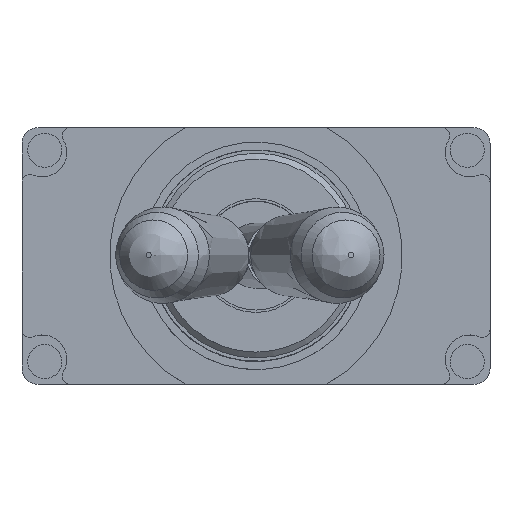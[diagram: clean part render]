
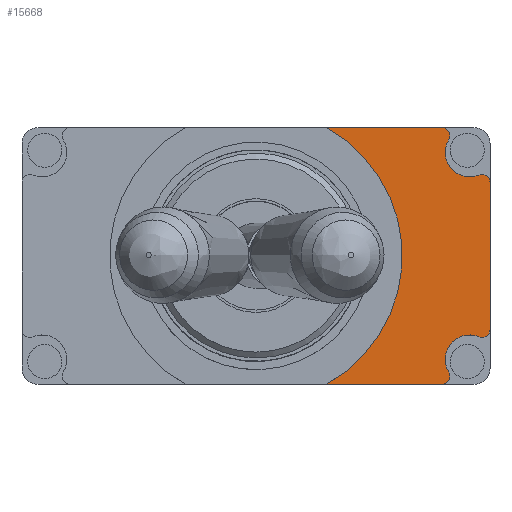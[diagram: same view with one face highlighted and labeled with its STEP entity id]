
A CAD part, top view. The second image highlights one B-rep face of the part: STEP entity #15668.
In plain terms, the highlighted planar face has unit normal (0, 0, 1).
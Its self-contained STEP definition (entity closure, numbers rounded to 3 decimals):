
#300=PLANE('',#22318);
#1010=CIRCLE('',#22265,1.5);
#1012=CIRCLE('',#22268,0.5);
#1014=CIRCLE('',#22271,1.5);
#1016=CIRCLE('',#22274,0.5);
#1033=CIRCLE('',#22302,0.5);
#1042=CIRCLE('',#22319,9.);
#1043=CIRCLE('',#22320,0.5);
#2641=ORIENTED_EDGE('',*,*,#7240,.F.);
#2642=ORIENTED_EDGE('',*,*,#7248,.T.);
#2643=ORIENTED_EDGE('',*,*,#7233,.T.);
#2644=ORIENTED_EDGE('',*,*,#7229,.T.);
#2645=ORIENTED_EDGE('',*,*,#7279,.T.);
#2646=ORIENTED_EDGE('',*,*,#7297,.T.);
#2647=ORIENTED_EDGE('',*,*,#7298,.T.);
#2648=ORIENTED_EDGE('',*,*,#7299,.T.);
#2649=ORIENTED_EDGE('',*,*,#7300,.F.);
#2650=ORIENTED_EDGE('',*,*,#7236,.F.);
#7229=EDGE_CURVE('',#9565,#9566,#1010,.T.);
#7233=EDGE_CURVE('',#9569,#9565,#1012,.T.);
#7236=EDGE_CURVE('',#9571,#9572,#1014,.T.);
#7240=EDGE_CURVE('',#9575,#9571,#1016,.T.);
#7248=EDGE_CURVE('',#9575,#9569,#11125,.T.);
#7279=EDGE_CURVE('',#9566,#9604,#1033,.T.);
#7297=EDGE_CURVE('',#9604,#9613,#11150,.T.);
#7298=EDGE_CURVE('',#9613,#9614,#1042,.T.);
#7299=EDGE_CURVE('',#9614,#9615,#11151,.T.);
#7300=EDGE_CURVE('',#9572,#9615,#1043,.T.);
#9565=VERTEX_POINT('',#33516);
#9566=VERTEX_POINT('',#33517);
#9569=VERTEX_POINT('',#33525);
#9571=VERTEX_POINT('',#33531);
#9572=VERTEX_POINT('',#33532);
#9575=VERTEX_POINT('',#33540);
#9604=VERTEX_POINT('',#33619);
#9613=VERTEX_POINT('',#33654);
#9614=VERTEX_POINT('',#33656);
#9615=VERTEX_POINT('',#33658);
#11125=LINE('',#33554,#12140);
#11150=LINE('',#33653,#12165);
#11151=LINE('',#33657,#12166);
#12140=VECTOR('',#23394,1000.);
#12165=VECTOR('',#23503,1000.);
#12166=VECTOR('',#23506,1000.);
#13193=EDGE_LOOP('',(#2641,#2642,#2643,#2644,#2645,#2646,#2647,#2648,#2649,
#2650));
#14388=FACE_BOUND('',#13193,.T.);
#15668=ADVANCED_FACE('',(#14388),#300,.F.);
#22265=AXIS2_PLACEMENT_3D('',#33515,#23359,#23360);
#22268=AXIS2_PLACEMENT_3D('',#33524,#23367,#23368);
#22271=AXIS2_PLACEMENT_3D('',#33530,#23374,#23375);
#22274=AXIS2_PLACEMENT_3D('',#33539,#23382,#23383);
#22302=AXIS2_PLACEMENT_3D('',#33618,#23460,#23461);
#22318=AXIS2_PLACEMENT_3D('',#33652,#23501,#23502);
#22319=AXIS2_PLACEMENT_3D('',#33655,#23504,#23505);
#22320=AXIS2_PLACEMENT_3D('',#33659,#23507,#23508);
#23359=DIRECTION('',(0.,0.,-1.));
#23360=DIRECTION('',(1.,0.,0.));
#23367=DIRECTION('',(0.,0.,1.));
#23368=DIRECTION('',(1.,0.,0.));
#23374=DIRECTION('',(0.,0.,1.));
#23375=DIRECTION('',(1.,0.,0.));
#23382=DIRECTION('',(0.,0.,-1.));
#23383=DIRECTION('',(1.,0.,0.));
#23394=DIRECTION('',(0.,1.,0.));
#23460=DIRECTION('',(0.,0.,1.));
#23461=DIRECTION('',(-1.,0.,0.));
#23501=DIRECTION('',(0.,0.,-1.));
#23502=DIRECTION('',(-1.,0.,0.));
#23503=DIRECTION('',(-1.,0.,0.));
#23504=DIRECTION('',(0.,0.,-1.));
#23505=DIRECTION('',(-1.,0.,0.));
#23506=DIRECTION('',(1.,0.,0.));
#23507=DIRECTION('',(0.,0.,-1.));
#23508=DIRECTION('',(-1.,0.,0.));
#33515=CARTESIAN_POINT('',(13.139,6.364,1.7));
#33516=CARTESIAN_POINT('',(13.71,4.976,1.7));
#33517=CARTESIAN_POINT('',(11.857,7.141,1.7));
#33524=CARTESIAN_POINT('',(13.9,4.514,1.7));
#33525=CARTESIAN_POINT('',(14.4,4.514,1.7));
#33530=CARTESIAN_POINT('',(13.139,-6.364,1.7));
#33531=CARTESIAN_POINT('',(13.71,-4.976,1.7));
#33532=CARTESIAN_POINT('',(11.857,-7.141,1.7));
#33539=CARTESIAN_POINT('',(13.9,-4.514,1.7));
#33540=CARTESIAN_POINT('',(14.4,-4.514,1.7));
#33554=CARTESIAN_POINT('',(14.4,-6.9,1.7));
#33618=CARTESIAN_POINT('',(11.429,7.4,1.7));
#33619=CARTESIAN_POINT('',(11.429,7.9,1.7));
#33652=CARTESIAN_POINT('',(0.,0.,1.7));
#33653=CARTESIAN_POINT('',(13.4,7.9,1.7));
#33654=CARTESIAN_POINT('',(4.312,7.9,1.7));
#33655=CARTESIAN_POINT('',(0.,0.,1.7));
#33656=CARTESIAN_POINT('',(4.312,-7.9,1.7));
#33657=CARTESIAN_POINT('',(4.312,-7.9,1.7));
#33658=CARTESIAN_POINT('',(11.429,-7.9,1.7));
#33659=CARTESIAN_POINT('',(11.429,-7.4,1.7));
